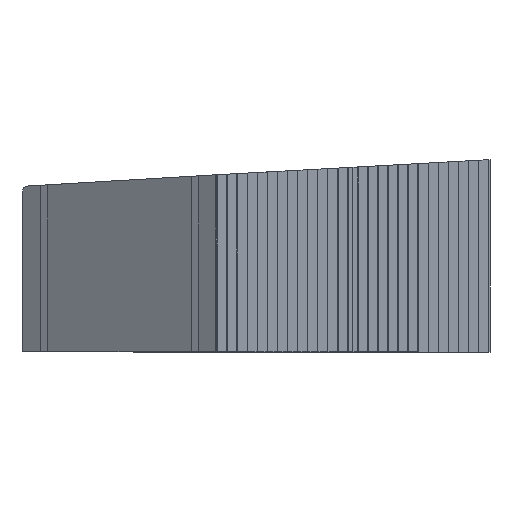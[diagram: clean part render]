
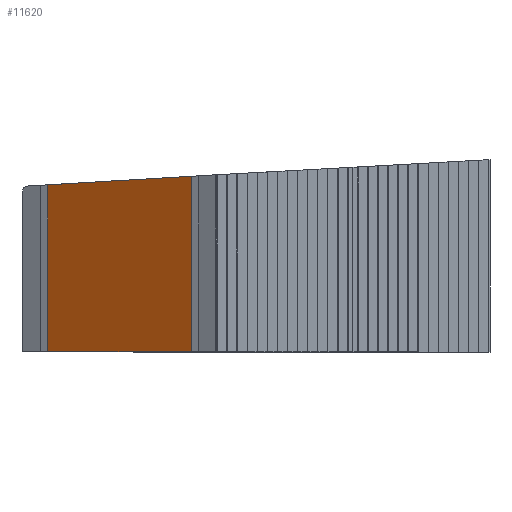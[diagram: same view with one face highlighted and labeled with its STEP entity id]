
A CAD part, top view. The second image highlights one B-rep face of the part: STEP entity #11620.
In plain terms, the highlighted planar face has unit normal (-0.609, 0, 0.793).
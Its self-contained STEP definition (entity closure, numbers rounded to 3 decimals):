
#11512 = EDGE_CURVE('',#11513,#11515,#11517,.T.);
#11513 = VERTEX_POINT('',#11514);
#11514 = CARTESIAN_POINT('',(11046.655,0.,3913.14));
#11515 = VERTEX_POINT('',#11516);
#11516 = CARTESIAN_POINT('',(11046.655,549.428,
    3913.14));
#11517 = SURFACE_CURVE('',#11518,(#11522,#11533),.PCURVE_S1.);
#11518 = LINE('',#11519,#11520);
#11519 = CARTESIAN_POINT('',(11046.655,1.04,
    3913.14));
#11520 = VECTOR('',#11521,1.);
#11521 = DIRECTION('',(0.,1.,0.));
#11522 = PCURVE('',#11523,#11528);
#11523 = PLANE('',#11524);
#11524 = AXIS2_PLACEMENT_3D('',#11525,#11526,#11527);
#11525 = CARTESIAN_POINT('',(10956.872,22.278,
    3857.65));
#11526 = DIRECTION('',(-0.526,0.,0.851
    ));
#11527 = DIRECTION('',(0.851,0.,0.526)
  );
#11528 = DEFINITIONAL_REPRESENTATION('',(#11529),#11532);
#11529 = B_SPLINE_CURVE_WITH_KNOTS('',1,(#11530,#11531),.UNSPECIFIED.,
  .F.,.F.,(2,2),(-636.709,691.316),
  .PIECEWISE_BEZIER_KNOTS.);
#11530 = CARTESIAN_POINT('',(105.547,-657.946));
#11531 = CARTESIAN_POINT('',(105.547,670.079));
#11532 = ( GEOMETRIC_REPRESENTATION_CONTEXT(2) 
PARAMETRIC_REPRESENTATION_CONTEXT() REPRESENTATION_CONTEXT('2D SPACE',''
  ) );
#11533 = PCURVE('',#11534,#11539);
#11534 = PLANE('',#11535);
#11535 = AXIS2_PLACEMENT_3D('',#11536,#11537,#11538);
#11536 = CARTESIAN_POINT('',(-6932.039,-20.197,
    -9874.187));
#11537 = DIRECTION('',(0.609,0.,-0.794));
#11538 = DIRECTION('',(0.,-1.,0.));
#11539 = DEFINITIONAL_REPRESENTATION('',(#11540),#11543);
#11540 = B_SPLINE_CURVE_WITH_KNOTS('',1,(#11541,#11542),.UNSPECIFIED.,
  .F.,.F.,(2,2),(-636.709,691.316),
  .PIECEWISE_BEZIER_KNOTS.);
#11541 = CARTESIAN_POINT('',(615.472,-22656.651));
#11542 = CARTESIAN_POINT('',(-712.553,-22656.651));
#11543 = ( GEOMETRIC_REPRESENTATION_CONTEXT(2) 
PARAMETRIC_REPRESENTATION_CONTEXT() REPRESENTATION_CONTEXT('2D SPACE',''
  ) );
#11560 = PLANE('',#11561);
#11561 = AXIS2_PLACEMENT_3D('',#11562,#11563,#11564);
#11562 = CARTESIAN_POINT('',(0.,0.,-7500.));
#11563 = DIRECTION('',(0.,-1.,-0.));
#11564 = DIRECTION('',(1.,0.,0.));
#11610 = PLANE('',#11611);
#11611 = AXIS2_PLACEMENT_3D('',#11612,#11613,#11614);
#11612 = CARTESIAN_POINT('',(5.454,-93.648,0.));
#11613 = DIRECTION('',(0.058,-0.998,0.));
#11614 = DIRECTION('',(0.,0.,-1.));
#11620 = ADVANCED_FACE('',(#11621),#11534,.F.);
#11621 = FACE_BOUND('',#11622,.F.);
#11622 = EDGE_LOOP('',(#11623,#11644,#11645,#11666));
#11623 = ORIENTED_EDGE('',*,*,#11624,.T.);
#11624 = EDGE_CURVE('',#11625,#11513,#11627,.T.);
#11625 = VERTEX_POINT('',#11626);
#11626 = CARTESIAN_POINT('',(11520.582,0.,4276.581));
#11627 = SURFACE_CURVE('',#11628,(#11632,#11638),.PCURVE_S1.);
#11628 = LINE('',#11629,#11630);
#11629 = CARTESIAN_POINT('',(-4176.297,0.,-7760.89)
  );
#11630 = VECTOR('',#11631,1.);
#11631 = DIRECTION('',(-0.794,0.,-0.609));
#11632 = PCURVE('',#11534,#11633);
#11633 = DEFINITIONAL_REPRESENTATION('',(#11634),#11637);
#11634 = B_SPLINE_CURVE_WITH_KNOTS('',1,(#11635,#11636),.UNSPECIFIED.,
  .F.,.F.,(2,2),(-19840.844,-19124.157),
  .PIECEWISE_BEZIER_KNOTS.);
#11635 = CARTESIAN_POINT('',(-20.197,-23313.615));
#11636 = CARTESIAN_POINT('',(-20.197,-22596.927));
#11637 = ( GEOMETRIC_REPRESENTATION_CONTEXT(2) 
PARAMETRIC_REPRESENTATION_CONTEXT() REPRESENTATION_CONTEXT('2D SPACE',''
  ) );
#11638 = PCURVE('',#11560,#11639);
#11639 = DEFINITIONAL_REPRESENTATION('',(#11640),#11643);
#11640 = B_SPLINE_CURVE_WITH_KNOTS('',1,(#11641,#11642),.UNSPECIFIED.,
  .F.,.F.,(2,2),(-19840.844,-19124.157),
  .PIECEWISE_BEZIER_KNOTS.);
#11641 = CARTESIAN_POINT('',(11567.975,11812.925));
#11642 = CARTESIAN_POINT('',(10999.263,11376.796));
#11643 = ( GEOMETRIC_REPRESENTATION_CONTEXT(2) 
PARAMETRIC_REPRESENTATION_CONTEXT() REPRESENTATION_CONTEXT('2D SPACE',''
  ) );
#11644 = ORIENTED_EDGE('',*,*,#11512,.T.);
#11645 = ORIENTED_EDGE('',*,*,#11646,.F.);
#11646 = EDGE_CURVE('',#11647,#11515,#11649,.T.);
#11647 = VERTEX_POINT('',#11648);
#11648 = CARTESIAN_POINT('',(11520.582,577.032,
    4276.581));
#11649 = SURFACE_CURVE('',#11650,(#11654,#11660),.PCURVE_S1.);
#11650 = LINE('',#11651,#11652);
#11651 = CARTESIAN_POINT('',(-2357.354,-231.266,
    -6365.997));
#11652 = VECTOR('',#11653,1.);
#11653 = DIRECTION('',(-0.793,-0.046,
    -0.608));
#11654 = PCURVE('',#11534,#11655);
#11655 = DEFINITIONAL_REPRESENTATION('',(#11656),#11659);
#11656 = B_SPLINE_CURVE_WITH_KNOTS('',1,(#11657,#11658),.UNSPECIFIED.,
  .F.,.F.,(2,2),(-18107.705,-16598.812),
  .PIECEWISE_BEZIER_KNOTS.);
#11657 = CARTESIAN_POINT('',(-624.935,-23853.388));
#11658 = CARTESIAN_POINT('',(-555.272,-22346.104));
#11659 = ( GEOMETRIC_REPRESENTATION_CONTEXT(2) 
PARAMETRIC_REPRESENTATION_CONTEXT() REPRESENTATION_CONTEXT('2D SPACE',''
  ) );
#11660 = PCURVE('',#11610,#11661);
#11661 = DEFINITIONAL_REPRESENTATION('',(#11662),#11665);
#11662 = B_SPLINE_CURVE_WITH_KNOTS('',1,(#11663,#11664),.UNSPECIFIED.,
  .F.,.F.,(2,2),(-18107.705,-16598.812),
  .PIECEWISE_BEZIER_KNOTS.);
#11663 = CARTESIAN_POINT('',(-4641.395,12011.167));
#11664 = CARTESIAN_POINT('',(-3724.162,10813.067));
#11665 = ( GEOMETRIC_REPRESENTATION_CONTEXT(2) 
PARAMETRIC_REPRESENTATION_CONTEXT() REPRESENTATION_CONTEXT('2D SPACE',''
  ) );
#11666 = ORIENTED_EDGE('',*,*,#11667,.F.);
#11667 = EDGE_CURVE('',#11625,#11647,#11668,.T.);
#11668 = SURFACE_CURVE('',#11669,(#11673,#11679),.PCURVE_S1.);
#11669 = LINE('',#11670,#11671);
#11670 = CARTESIAN_POINT('',(11520.582,1.04,
    4276.581));
#11671 = VECTOR('',#11672,1.);
#11672 = DIRECTION('',(0.,1.,0.));
#11673 = PCURVE('',#11534,#11674);
#11674 = DEFINITIONAL_REPRESENTATION('',(#11675),#11678);
#11675 = B_SPLINE_CURVE_WITH_KNOTS('',1,(#11676,#11677),.UNSPECIFIED.,
  .F.,.F.,(2,2),(-636.709,691.316),
  .PIECEWISE_BEZIER_KNOTS.);
#11676 = CARTESIAN_POINT('',(615.472,-23253.891));
#11677 = CARTESIAN_POINT('',(-712.553,-23253.891));
#11678 = ( GEOMETRIC_REPRESENTATION_CONTEXT(2) 
PARAMETRIC_REPRESENTATION_CONTEXT() REPRESENTATION_CONTEXT('2D SPACE',''
  ) );
#11679 = PCURVE('',#11680,#11685);
#11680 = PLANE('',#11681);
#11681 = AXIS2_PLACEMENT_3D('',#11682,#11683,#11684);
#11682 = CARTESIAN_POINT('',(10925.328,22.278,
    3908.689));
#11683 = DIRECTION('',(-0.526,0.,0.851
    ));
#11684 = DIRECTION('',(0.851,0.,0.526)
  );
#11685 = DEFINITIONAL_REPRESENTATION('',(#11686),#11689);
#11686 = B_SPLINE_CURVE_WITH_KNOTS('',1,(#11687,#11688),.UNSPECIFIED.,
  .F.,.F.,(2,2),(-636.709,691.316),
  .PIECEWISE_BEZIER_KNOTS.);
#11687 = CARTESIAN_POINT('',(699.765,-657.946));
#11688 = CARTESIAN_POINT('',(699.765,670.079));
#11689 = ( GEOMETRIC_REPRESENTATION_CONTEXT(2) 
PARAMETRIC_REPRESENTATION_CONTEXT() REPRESENTATION_CONTEXT('2D SPACE',''
  ) );
